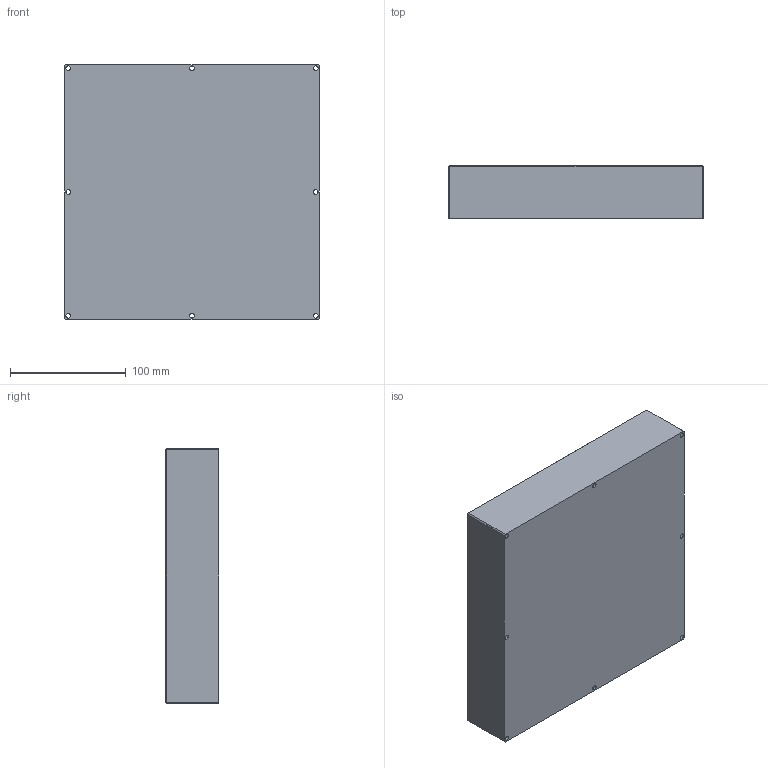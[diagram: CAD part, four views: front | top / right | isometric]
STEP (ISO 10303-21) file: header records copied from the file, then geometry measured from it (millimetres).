
FILE_DESCRIPTION (( 'STEP AP203' ), '1' );
FILE_NAME ('PDU_Box.STEP', '2024-01-29T00:10:43', ( '' ), ( '' ), 'SwSTEP 2.0', 'SolidWorks 2023', '' );
FILE_SCHEMA (( 'CONFIG_CONTROL_DESIGN' ));
Length unit declared in the file: centimetre
Products named in the file (1): PDU_Box
Bounding box: 220 x 46 x 220 mm (x, y, z)
Volume: 2221245.9 mm3; surface area: 141076.1 mm2
Topology: 1 solids, 1 shells, 38 faces, 106 edges, 62 vertices
Faces by surface type: plane 22, cylinder 16
Entity records: 1309 total; most frequent: DIRECTION 222, ORIENTED_EDGE 212, CARTESIAN_POINT 207, EDGE_CURVE 106, AXIS2_PLACEMENT_3D 77, LINE 68, VECTOR 68, VERTEX_POINT 62
